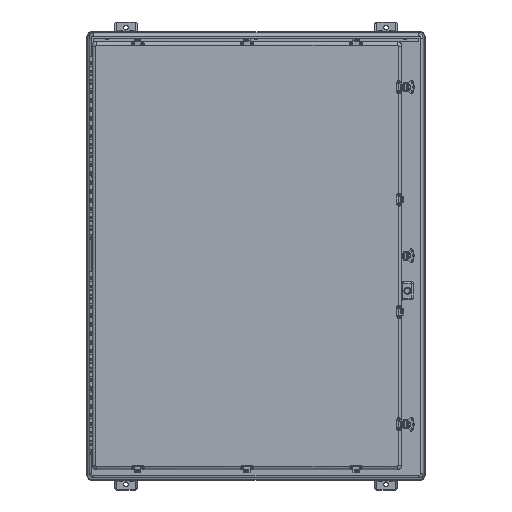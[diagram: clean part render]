
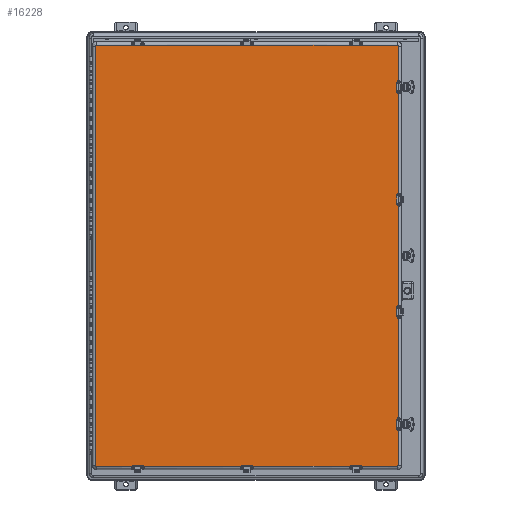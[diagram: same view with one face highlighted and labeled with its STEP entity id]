
A CAD part, top view. The second image highlights one B-rep face of the part: STEP entity #16228.
In plain terms, the highlighted planar face has unit normal (0, 0, 1).
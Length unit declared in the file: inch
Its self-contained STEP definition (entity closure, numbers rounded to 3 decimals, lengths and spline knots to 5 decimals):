
#642=PLANE($,#17683);
#1462=LINE($,#30887,#2609);
#1464=LINE($,#30892,#2611);
#1465=LINE($,#30925,#2612);
#1468=LINE($,#30932,#2615);
#2609=VECTOR($,#21058,32.9375);
#2611=VECTOR($,#21064,45.9375);
#2612=VECTOR($,#21081,45.9375);
#2615=VECTOR($,#21088,32.9375);
#4371=FACE_OUTER_BOUND($,#5556,.T.);
#5556=EDGE_LOOP($,(#13085,#13086,#13087,#13088,#13089,#13090,#13091,#13092));
#6627=CIRCLE($,#17660,0.10404);
#6633=CIRCLE($,#17668,0.10404);
#6637=CIRCLE($,#17672,0.10404);
#6641=CIRCLE($,#17678,0.10404);
#7833=VERTEX_POINT($,#30877);
#7834=VERTEX_POINT($,#30879);
#7836=VERTEX_POINT($,#30885);
#7837=VERTEX_POINT($,#30890);
#7839=VERTEX_POINT($,#30903);
#7840=VERTEX_POINT($,#30916);
#7843=VERTEX_POINT($,#30923);
#7844=VERTEX_POINT($,#30928);
#9712=EDGE_CURVE($,#7833,#7834,#6627,.T.);
#9716=EDGE_CURVE($,#7836,#7833,#1462,.T.);
#9719=EDGE_CURVE($,#7834,#7837,#1464,.T.);
#9721=EDGE_CURVE($,#7839,#7836,#6633,.T.);
#9725=EDGE_CURVE($,#7837,#7840,#6637,.T.);
#9727=EDGE_CURVE($,#7843,#7839,#1465,.T.);
#9731=EDGE_CURVE($,#7840,#7844,#1468,.T.);
#9733=EDGE_CURVE($,#7844,#7843,#6641,.T.);
#13085=ORIENTED_EDGE($,*,*,#9712,.F.);
#13086=ORIENTED_EDGE($,*,*,#9716,.F.);
#13087=ORIENTED_EDGE($,*,*,#9721,.F.);
#13088=ORIENTED_EDGE($,*,*,#9727,.F.);
#13089=ORIENTED_EDGE($,*,*,#9733,.F.);
#13090=ORIENTED_EDGE($,*,*,#9731,.F.);
#13091=ORIENTED_EDGE($,*,*,#9725,.F.);
#13092=ORIENTED_EDGE($,*,*,#9719,.F.);
#16228=ADVANCED_FACE($,(#4371),#642,.T.);
#17660=AXIS2_PLACEMENT_3D($,#30880,#21048,#21049);
#17668=AXIS2_PLACEMENT_3D($,#30905,#21067,#21068);
#17672=AXIS2_PLACEMENT_3D($,#30920,#21075,#21076);
#17678=AXIS2_PLACEMENT_3D($,#30943,#21091,#21092);
#17683=AXIS2_PLACEMENT_3D($,#30952,#21105,#21106);
#21048=DIRECTION('center_axis',(0.,0.,-1.));
#21049=DIRECTION('ref_axis',(0.707,0.707,0.));
#21058=DIRECTION($,(1.,0.,0.));
#21064=DIRECTION($,(0.,-1.,0.));
#21067=DIRECTION('center_axis',(0.,0.,-1.));
#21068=DIRECTION('ref_axis',(-0.707,0.707,0.));
#21075=DIRECTION('center_axis',(0.,0.,-1.));
#21076=DIRECTION('ref_axis',(0.707,-0.707,0.));
#21081=DIRECTION($,(0.,1.,0.));
#21088=DIRECTION($,(-1.,0.,0.));
#21091=DIRECTION('center_axis',(0.,0.,-1.));
#21092=DIRECTION('ref_axis',(-0.707,-0.707,0.));
#21105=DIRECTION('center_axis',(0.,0.,1.));
#21106=DIRECTION('ref_axis',(1.,0.,0.));
#30877=CARTESIAN_POINT('',(16.46875,23.07279,0.96875));
#30879=CARTESIAN_POINT('',(16.57279,22.96875,0.96875));
#30880=CARTESIAN_POINT('Origin',(16.46875,22.96875,0.96875));
#30885=CARTESIAN_POINT('',(-16.46875,23.07279,0.96875));
#30887=CARTESIAN_POINT($,(-16.46875,23.07279,0.96875));
#30890=CARTESIAN_POINT('',(16.57279,-22.96875,0.96875));
#30892=CARTESIAN_POINT($,(16.57279,22.96875,0.96875));
#30903=CARTESIAN_POINT('',(-16.57279,22.96875,0.96875));
#30905=CARTESIAN_POINT('Origin',(-16.46875,22.96875,0.96875));
#30916=CARTESIAN_POINT('',(16.46875,-23.07279,0.96875));
#30920=CARTESIAN_POINT('Origin',(16.46875,-22.96875,0.96875));
#30923=CARTESIAN_POINT('',(-16.57279,-22.96875,0.96875));
#30925=CARTESIAN_POINT($,(-16.57279,-22.96875,0.96875));
#30928=CARTESIAN_POINT('',(-16.46875,-23.07279,0.96875));
#30932=CARTESIAN_POINT($,(16.46875,-23.07279,0.96875));
#30943=CARTESIAN_POINT('Origin',(-16.46875,-22.96875,0.96875));
#30952=CARTESIAN_POINT('Origin',(0.,0.,0.96875));
